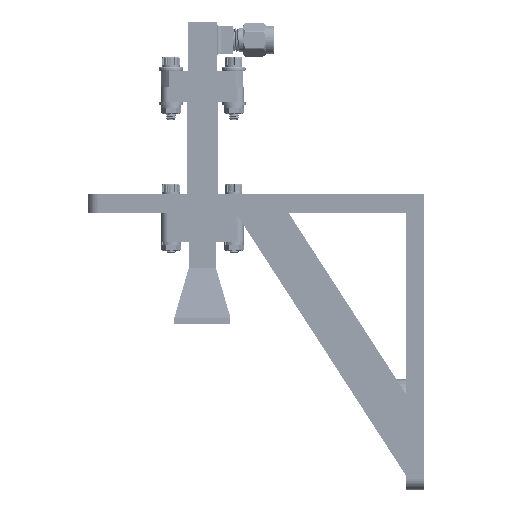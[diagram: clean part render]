
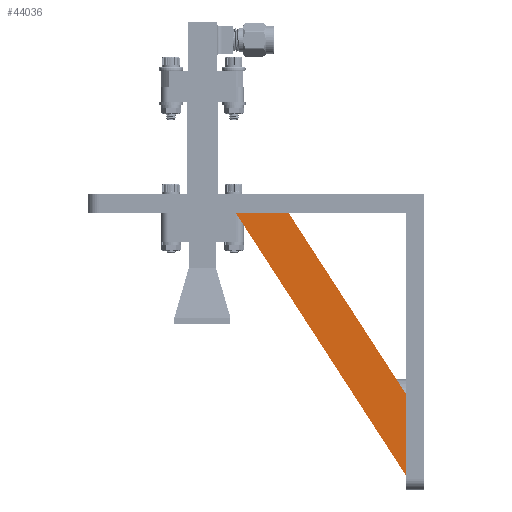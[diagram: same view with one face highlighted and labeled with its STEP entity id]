
A CAD part, left-side view. The second image highlights one B-rep face of the part: STEP entity #44036.
In plain terms, the highlighted planar face has unit normal (-1, 0, 0).
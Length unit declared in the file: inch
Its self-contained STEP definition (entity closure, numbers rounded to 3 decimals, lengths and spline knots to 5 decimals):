
#989 = DIRECTION ( 'NONE',  ( 0., 0., -1. ) ) ;
#3496 = VECTOR ( 'NONE', #55817, 39.37008 ) ;
#4762 = CARTESIAN_POINT ( 'NONE',  ( -1.22047, 0.19685, -2.99056 ) ) ;
#8326 = VECTOR ( 'NONE', #19116, 39.37008 ) ;
#9038 = ORIENTED_EDGE ( 'NONE', *, *, #38452, .F. ) ;
#9054 = ORIENTED_EDGE ( 'NONE', *, *, #12531, .F. ) ;
#9432 = LINE ( 'NONE', #56636, #8326 ) ;
#12531 = EDGE_CURVE ( 'NONE', #25085, #42579, #49247, .T. ) ;
#12669 = CARTESIAN_POINT ( 'NONE',  ( -1.22047, 1.44488, -0.19685 ) ) ;
#13847 = ORIENTED_EDGE ( 'NONE', *, *, #41731, .F. ) ;
#13901 = CARTESIAN_POINT ( 'NONE',  ( -1.22047, 0.19685, -2.12205 ) ) ;
#16761 = DIRECTION ( 'NONE',  ( 0., 0., -1. ) ) ;
#19116 = DIRECTION ( 'NONE',  ( 0., -1., 0. ) ) ;
#25085 = VERTEX_POINT ( 'NONE', #58296 ) ;
#27567 = CARTESIAN_POINT ( 'NONE',  ( -1.22047, 0.19685, -2.99056 ) ) ;
#28356 = EDGE_CURVE ( 'NONE', #65981, #34442, #9432, .T. ) ;
#30317 = LINE ( 'NONE', #65443, #3496 ) ;
#31966 = ORIENTED_EDGE ( 'NONE', *, *, #28356, .F. ) ;
#32948 = CARTESIAN_POINT ( 'NONE',  ( -1.22047, 0., 0. ) ) ;
#34442 = VERTEX_POINT ( 'NONE', #12669 ) ;
#36626 = VECTOR ( 'NONE', #45593, 39.37008 ) ;
#38452 = EDGE_CURVE ( 'NONE', #42579, #65981, #30317, .T. ) ;
#38454 = FACE_OUTER_BOUND ( 'NONE', #56768, .T. ) ;
#40092 = LINE ( 'NONE', #13901, #36626 ) ;
#41731 = EDGE_CURVE ( 'NONE', #34442, #25085, #40092, .T. ) ;
#42579 = VERTEX_POINT ( 'NONE', #4762 ) ;
#43961 = DIRECTION ( 'NONE',  ( 1., 0., 0. ) ) ;
#44036 = ADVANCED_FACE ( 'NONE', ( #38454 ), #63940, .F. ) ;
#45593 = DIRECTION ( 'NONE',  ( 0., -0.544, -0.839 ) ) ;
#48356 = VECTOR ( 'NONE', #989, 39.37008 ) ;
#49247 = LINE ( 'NONE', #27567, #48356 ) ;
#55817 = DIRECTION ( 'NONE',  ( 0., 0.544, 0.839 ) ) ;
#56636 = CARTESIAN_POINT ( 'NONE',  ( -1.22047, 1.44488, -0.19685 ) ) ;
#56768 = EDGE_LOOP ( 'NONE', ( #9054, #13847, #31966, #9038 ) ) ;
#57306 = AXIS2_PLACEMENT_3D ( 'NONE', #32948, #43961, #16761 ) ;
#57387 = CARTESIAN_POINT ( 'NONE',  ( -1.22047, 2.00791, -0.19685 ) ) ;
#58296 = CARTESIAN_POINT ( 'NONE',  ( -1.22047, 0.19685, -2.12205 ) ) ;
#63940 = PLANE ( 'NONE',  #57306 ) ;
#65443 = CARTESIAN_POINT ( 'NONE',  ( -1.22047, 2.00791, -0.19685 ) ) ;
#65981 = VERTEX_POINT ( 'NONE', #57387 ) ;
